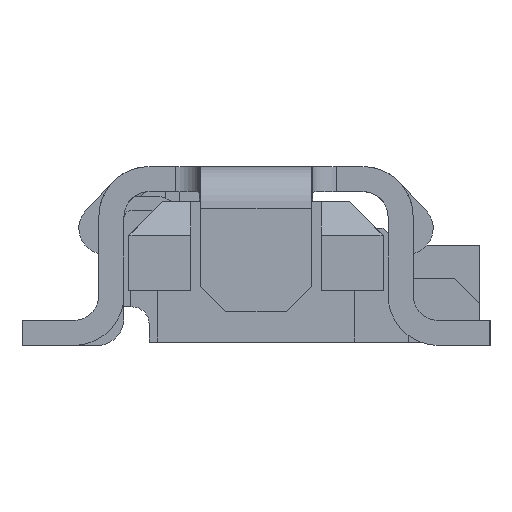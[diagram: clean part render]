
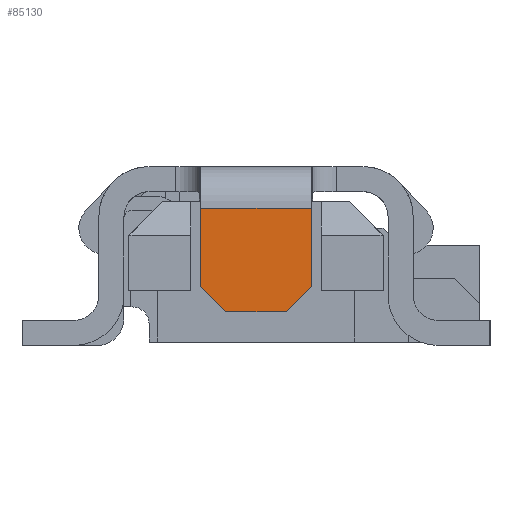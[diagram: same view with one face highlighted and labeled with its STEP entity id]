
A CAD part, left-side view. The second image highlights one B-rep face of the part: STEP entity #85130.
In plain terms, the highlighted planar face has unit normal (-1, 0, 0).
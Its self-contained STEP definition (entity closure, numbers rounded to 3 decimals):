
#84580=CARTESIAN_POINT('',(-4.83,-0.347,0.836)
);
#84590=DIRECTION('',(-1.,0.,0.));
#84600=DIRECTION('',(0.,1.,0.));
#84610=AXIS2_PLACEMENT_3D('',#84580,#84590,#84600);
#84620=PLANE('',#84610);
#84630=CARTESIAN_POINT('',(-4.83,0.9,
0.92));
#84640=DIRECTION('',(0.,0.707,
0.707));
#84650=VECTOR('',#84640,1.);
#84660=LINE('',#84630,#84650);
#84670=CARTESIAN_POINT('',(-4.83,0.18,
0.2));
#84680=VERTEX_POINT('',#84670);
#84690=CARTESIAN_POINT('',(-4.83,0.33,
0.35));
#84700=VERTEX_POINT('',#84690);
#84710=EDGE_CURVE('',#84680,#84700,#84660,.T.);
#84720=ORIENTED_EDGE('',*,*,#84710,.F.);
#84730=CARTESIAN_POINT('',(-4.83,0.33,0.92));
#84740=DIRECTION('',(0.,0.,-1.));
#84750=VECTOR('',#84740,1.);
#84760=LINE('',#84730,#84750);
#84770=CARTESIAN_POINT('',(-4.83,0.33,0.82));
#84780=VERTEX_POINT('',#84770);
#84790=EDGE_CURVE('',#84780,#84700,#84760,.T.);
#84800=ORIENTED_EDGE('',*,*,#84790,.T.);
#84810=CARTESIAN_POINT('',(-4.83,0.33,0.82));
#84820=DIRECTION('',(0.,-1.,0.));
#84830=VECTOR('',#84820,1.);
#84840=LINE('',#84810,#84830);
#84850=CARTESIAN_POINT('',(-4.83,-0.33,0.82));
#84860=VERTEX_POINT('',#84850);
#84870=EDGE_CURVE('',#84780,#84860,#84840,.T.);
#84880=ORIENTED_EDGE('',*,*,#84870,.F.);
#84890=CARTESIAN_POINT('',(-4.83,-0.33,0.92));
#84900=DIRECTION('',(0.,0.,-1.));
#84910=VECTOR('',#84900,1.);
#84920=LINE('',#84890,#84910);
#84930=CARTESIAN_POINT('',(-4.83,-0.33,
0.35));
#84940=VERTEX_POINT('',#84930);
#84950=EDGE_CURVE('',#84860,#84940,#84920,.T.);
#84960=ORIENTED_EDGE('',*,*,#84950,.F.);
#84970=CARTESIAN_POINT('',(-4.83,-0.9,0.92));
#84980=DIRECTION('',(0.,0.707,
-0.707));
#84990=VECTOR('',#84980,1.);
#85000=LINE('',#84970,#84990);
#85010=CARTESIAN_POINT('',(-4.83,-0.18,
0.2));
#85020=VERTEX_POINT('',#85010);
#85030=EDGE_CURVE('',#84940,#85020,#85000,.T.);
#85040=ORIENTED_EDGE('',*,*,#85030,.F.);
#85050=CARTESIAN_POINT('',(-4.83,-0.765,
0.2));
#85060=DIRECTION('',(0.,-1.,0.));
#85070=VECTOR('',#85060,1.);
#85080=LINE('',#85050,#85070);
#85090=EDGE_CURVE('',#84680,#85020,#85080,.T.);
#85100=ORIENTED_EDGE('',*,*,#85090,.T.);
#85110=EDGE_LOOP('',(#85100,#85040,#84960,#84880,#84800,#84720));
#85120=FACE_OUTER_BOUND('',#85110,.T.);
#85130=ADVANCED_FACE('',(#85120),#84620,.T.);
